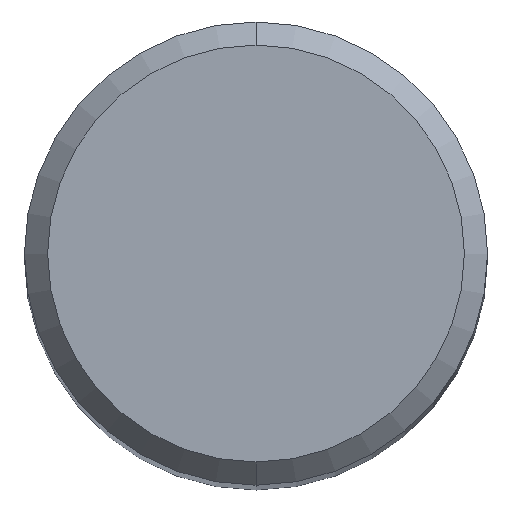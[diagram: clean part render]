
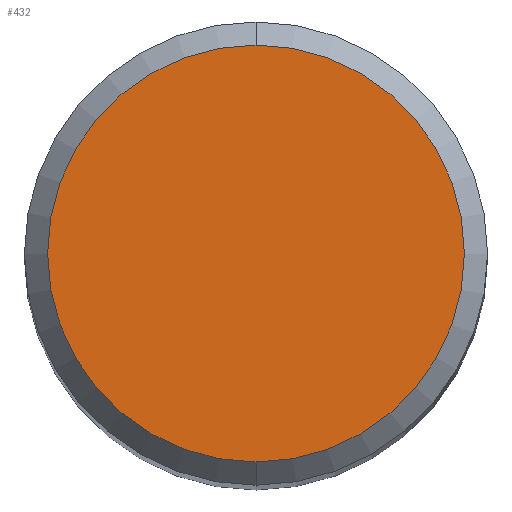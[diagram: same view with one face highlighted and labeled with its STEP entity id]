
A CAD part, top view. The second image highlights one B-rep face of the part: STEP entity #432.
In plain terms, the highlighted planar face has unit normal (0, 0, 1).
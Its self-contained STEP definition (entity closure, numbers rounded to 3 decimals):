
#224=VERTEX_POINT('',#529);
#228=EDGE_CURVE('',#352,#224,#534,.T.);
#352=VERTEX_POINT('',#668);
#432=ADVANCED_FACE('',(#761),#762,.T.);
#442=EDGE_CURVE('',#224,#352,#773,.T.);
#529=CARTESIAN_POINT('',(0.0,4.5,0.0));
#534=CIRCLE('',#945,4.5);
#668=CARTESIAN_POINT('',(0.,-4.5,0.0));
#761=FACE_OUTER_BOUND('',#1396,.T.);
#762=PLANE('',#1397);
#773=CIRCLE('',#1409,4.5);
#945=AXIS2_PLACEMENT_3D('',#1513,#1514,#1515);
#1396=EDGE_LOOP('',(#1783,#1784));
#1397=AXIS2_PLACEMENT_3D('',#1785,#1786,#1787);
#1409=AXIS2_PLACEMENT_3D('',#1796,#1797,#1798);
#1513=CARTESIAN_POINT('',(0.0,0.0,0.0));
#1514=DIRECTION('',(0.0,0.0,-1.0));
#1515=DIRECTION('',(0.0,1.0,0.0));
#1783=ORIENTED_EDGE('',*,*,#442,.F.);
#1784=ORIENTED_EDGE('',*,*,#228,.F.);
#1785=CARTESIAN_POINT('',(0.0,2.25,0.0));
#1786=DIRECTION('',(-0.0,0.0,1.0));
#1787=DIRECTION('',(0.0,-1.0,0.0));
#1796=CARTESIAN_POINT('',(0.0,0.0,0.0));
#1797=DIRECTION('',(0.0,0.0,-1.0));
#1798=DIRECTION('',(0.0,1.0,0.0));
